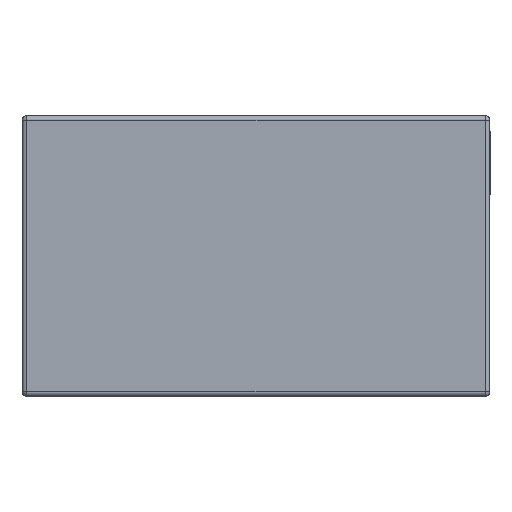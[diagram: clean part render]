
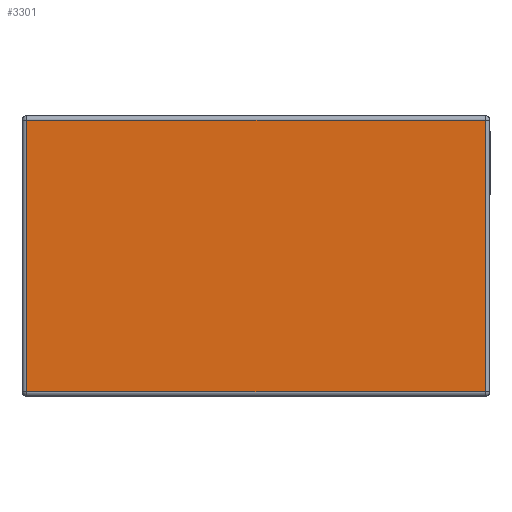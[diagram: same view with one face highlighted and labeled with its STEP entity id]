
A CAD part, left-side view. The second image highlights one B-rep face of the part: STEP entity #3301.
In plain terms, the highlighted planar face has unit normal (-1, 0, 0).
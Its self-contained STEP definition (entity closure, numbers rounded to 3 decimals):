
#24 = VECTOR ( 'NONE', #421, 1000. ) ;
#284 = CARTESIAN_POINT ( 'NONE',  ( -0.5, -0.245, 0.3 ) ) ;
#421 = DIRECTION ( 'NONE',  ( 0., 1., 0. ) ) ;
#566 = EDGE_CURVE ( 'NONE', #4028, #3221, #3501, .T. ) ;
#748 = CARTESIAN_POINT ( 'NONE',  ( -0.5, 0.245, 0.295 ) ) ;
#750 = ORIENTED_EDGE ( 'NONE', *, *, #4982, .T. ) ;
#927 = LINE ( 'NONE', #3793, #1067 ) ;
#1024 = PLANE ( 'NONE',  #5163 ) ;
#1067 = VECTOR ( 'NONE', #1530, 1000. ) ;
#1252 = VERTEX_POINT ( 'NONE', #3233 ) ;
#1442 = EDGE_LOOP ( 'NONE', ( #3666, #2327, #5312, #750 ) ) ;
#1498 = CARTESIAN_POINT ( 'NONE',  ( -0.5, -0.25, 0.3 ) ) ;
#1530 = DIRECTION ( 'NONE',  ( 0., -1., 0. ) ) ;
#1587 = VERTEX_POINT ( 'NONE', #5459 ) ;
#1952 = DIRECTION ( 'NONE',  ( 0., 0., -1. ) ) ;
#2327 = ORIENTED_EDGE ( 'NONE', *, *, #4503, .T. ) ;
#2669 = LINE ( 'NONE', #284, #4227 ) ;
#3137 = CARTESIAN_POINT ( 'NONE',  ( -0.5, -0.25, 0.295 ) ) ;
#3180 = LINE ( 'NONE', #5588, #4096 ) ;
#3221 = VERTEX_POINT ( 'NONE', #748 ) ;
#3233 = CARTESIAN_POINT ( 'NONE',  ( -0.5, -0.245, 0.005 ) ) ;
#3301 = ADVANCED_FACE ( 'NONE', ( #5876 ), #1024, .F. ) ;
#3319 = CARTESIAN_POINT ( 'NONE',  ( -0.5, -0.245, 0.295 ) ) ;
#3501 = LINE ( 'NONE', #3137, #24 ) ;
#3666 = ORIENTED_EDGE ( 'NONE', *, *, #566, .T. ) ;
#3793 = CARTESIAN_POINT ( 'NONE',  ( -0.5, -0.25, 0.005 ) ) ;
#4028 = VERTEX_POINT ( 'NONE', #3319 ) ;
#4096 = VECTOR ( 'NONE', #4266, 1000. ) ;
#4227 = VECTOR ( 'NONE', #4351, 1000. ) ;
#4266 = DIRECTION ( 'NONE',  ( 0., 0., -1. ) ) ;
#4351 = DIRECTION ( 'NONE',  ( 0., 0., 1. ) ) ;
#4503 = EDGE_CURVE ( 'NONE', #3221, #1587, #3180, .T. ) ;
#4647 = DIRECTION ( 'NONE',  ( 1., 0., 0. ) ) ;
#4982 = EDGE_CURVE ( 'NONE', #1252, #4028, #2669, .T. ) ;
#5163 = AXIS2_PLACEMENT_3D ( 'NONE', #1498, #4647, #1952 ) ;
#5312 = ORIENTED_EDGE ( 'NONE', *, *, #5815, .T. ) ;
#5459 = CARTESIAN_POINT ( 'NONE',  ( -0.5, 0.245, 0.005 ) ) ;
#5588 = CARTESIAN_POINT ( 'NONE',  ( -0.5, 0.245, 0.3 ) ) ;
#5815 = EDGE_CURVE ( 'NONE', #1587, #1252, #927, .T. ) ;
#5876 = FACE_OUTER_BOUND ( 'NONE', #1442, .T. ) ;
